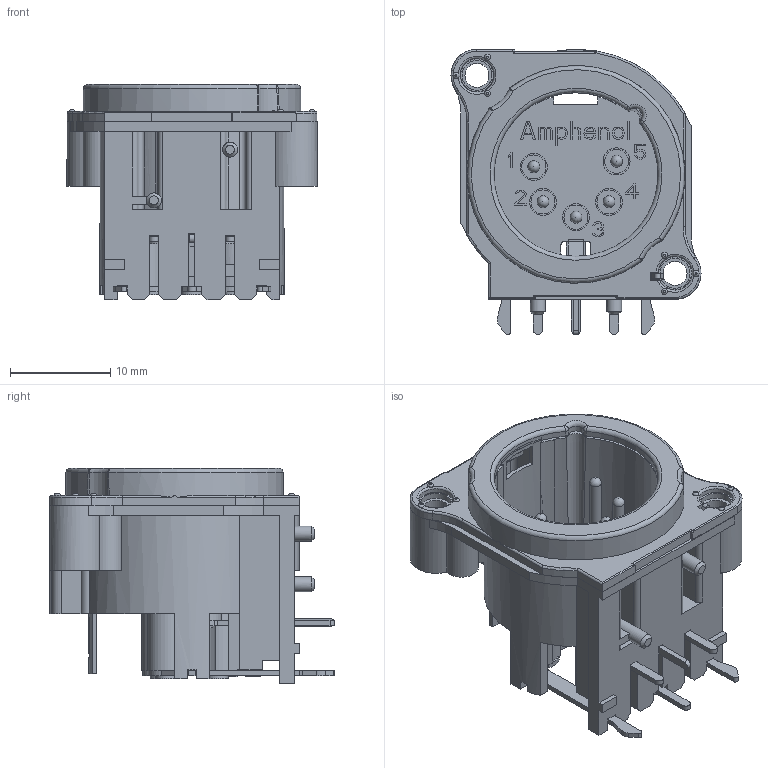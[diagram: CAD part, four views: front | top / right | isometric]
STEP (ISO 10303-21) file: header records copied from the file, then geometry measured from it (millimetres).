
FILE_DESCRIPTION(/* description */ (''),/* implementation_level */ '2;1');
FILE_NAME(/* name */ 'AC5MBH-AU-PRE.stp',/* time_stamp */ '2017-11-08T11:38:01+11:00',/* author */ ('minh'),/* organization */ (''),/* preprocessor_version */ 'ST-DEVELOPER v16.1',/* originating_system */ 'Autodesk Inventor 2016',/* authorisation */ '');
FILE_SCHEMA (('AUTOMOTIVE_DESIGN { 1 0 10303 214 3 1 1 }'));
Length unit declared in the file: inch
Products named in the file (1): 55011223-000_Shrinkwrap_1
Bounding box: 25 x 28.5 x 21.5 mm (x, y, z)
Surface area: 6095.1 mm2 (no closed solid volume)
Topology: 0 solids, 45 shells, 518 faces, 2511 edges, 1981 vertices
Faces by surface type: plane 314, cylinder 145, torus 21, sphere 15, cone 12, bspline 11
Full cylindrical faces by diameter (mm): 1 x7, 1.18 x5, 1.2 x2, 1.5 x2, 2.2 x5, 2.4 x1, 3 x2, 3.4 x1
Entity records: 26473 total; most frequent: CARTESIAN_POINT 6223, DIRECTION 3985, ORIENTED_EDGE 3600, EDGE_CURVE 2441, VERTEX_POINT 1956, LINE 1827, VECTOR 1827, AXIS2_PLACEMENT_3D 1079
